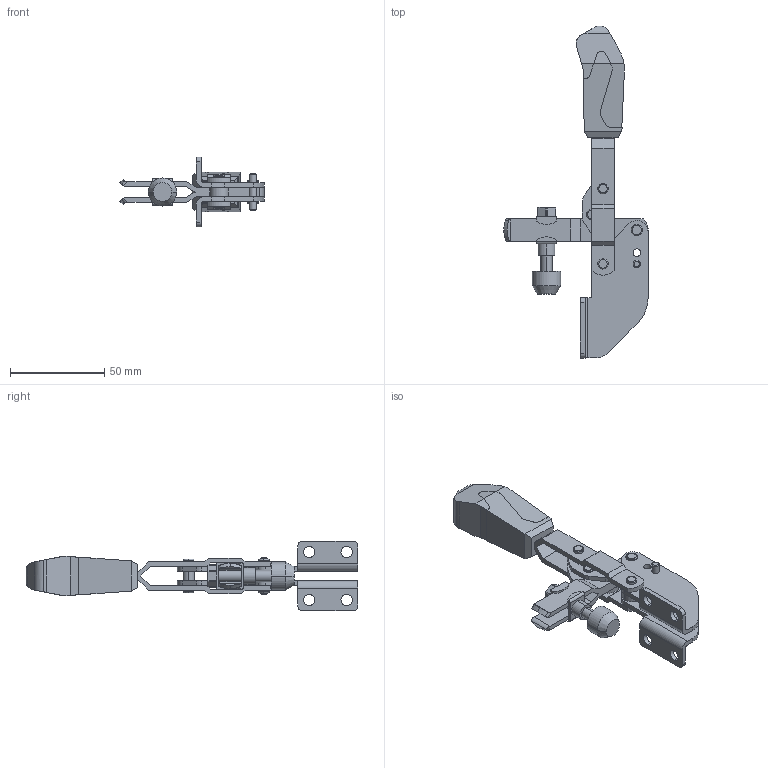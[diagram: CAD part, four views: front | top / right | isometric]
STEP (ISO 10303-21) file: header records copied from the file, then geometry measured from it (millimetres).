
FILE_DESCRIPTION(('STEP AP214'),'1');
FILE_NAME('HALDERN_EH_23330_0023.stp','2020-02-17T07:50:15',('TraceParts'),('TraceParts S.A.'),'Spatial InterOp 3D',' ',' ');
FILE_SCHEMA(('AUTOMOTIVE_DESIGN { 1 0 10303 214 1 1 1 1 }'));
Length unit declared in the file: millimetre
Products named in the file (1): HALDERN_EH_23330_0023_1
Bounding box: 76.69 x 176.5 x 37 mm (x, y, z)
Volume: 48538.9 mm3; surface area: 29464.9 mm2
Topology: 7 solids, 8 shells, 378 faces, 962 edges, 626 vertices
Faces by surface type: plane 167, cylinder 163, cone 28, torus 20
Entity records: 15129 total; most frequent: CARTESIAN_POINT 2647, DIRECTION 2010, ORIENTED_EDGE 1924, EDGE_CURVE 962, AXIS2_PLACEMENT_3D 733, VERTEX_POINT 626, LINE 544, VECTOR 544
